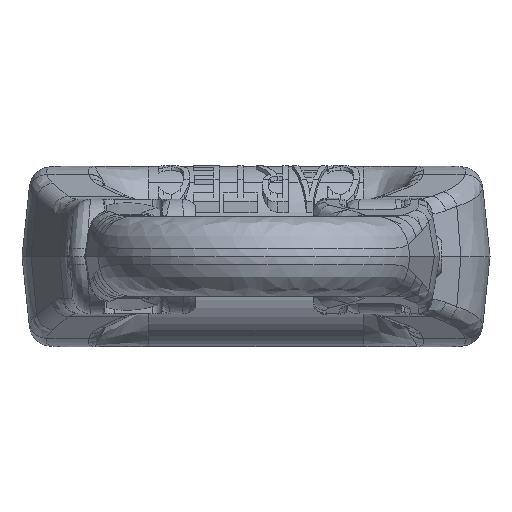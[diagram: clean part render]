
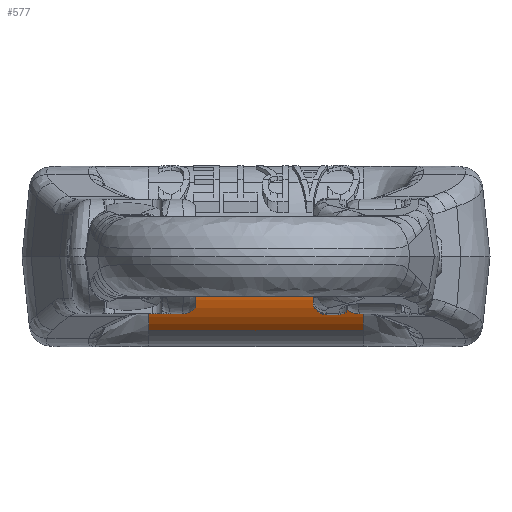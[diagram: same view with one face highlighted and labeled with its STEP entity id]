
A CAD part, front view. The second image highlights one B-rep face of the part: STEP entity #577.
In plain terms, the highlighted cylindrical face has radius 18 mm (diameter 36 mm), a partial arc.
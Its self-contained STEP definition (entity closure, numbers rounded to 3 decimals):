
#577=ADVANCED_FACE('',(#1645),#1646,.T.);
#1645=FACE_OUTER_BOUND('',#3234,.T.);
#1646=CYLINDRICAL_SURFACE('',#3235,18.);
#3234=EDGE_LOOP('',(#11439,#11440,#11441,#11442));
#3235=AXIS2_PLACEMENT_3D('',#11443,#11444,#11445);
#11439=ORIENTED_EDGE('',*,*,#15650,.F.);
#11440=ORIENTED_EDGE('',*,*,#15651,.F.);
#11441=ORIENTED_EDGE('',*,*,#15652,.F.);
#11442=ORIENTED_EDGE('',*,*,#15653,.T.);
#11443=CARTESIAN_POINT('',(-31.0,92.94,-8.));
#11444=DIRECTION('',(1.0,0.0,0.0));
#11445=DIRECTION('',(0.0,-0.669,-0.743));
#15650=EDGE_CURVE('',#17538,#17539,#17540,.T.);
#15651=EDGE_CURVE('',#17541,#17538,#17542,.T.);
#15652=EDGE_CURVE('',#17543,#17541,#17544,.T.);
#15653=EDGE_CURVE('',#17543,#17539,#17545,.T.);
#17538=VERTEX_POINT('',#20264);
#17539=VERTEX_POINT('',#20265);
#17540=LINE('',#20266,#20267);
#17541=VERTEX_POINT('',#20268);
#17542=CIRCLE('',#20269,18.);
#17543=VERTEX_POINT('',#20270);
#17544=LINE('',#20271,#20272);
#17545=CIRCLE('',#20273,18.);
#20264=CARTESIAN_POINT('',(31.0,80.896,-21.377));
#20265=CARTESIAN_POINT('',(-31.0,80.896,-21.377));
#20266=CARTESIAN_POINT('',(0.0,80.896,-21.377));
#20267=VECTOR('',#27882,1.0);
#20268=CARTESIAN_POINT('',(31.0,75.039,-9.882));
#20269=AXIS2_PLACEMENT_3D('',#27883,#27884,#27885);
#20270=CARTESIAN_POINT('',(-31.0,75.039,-9.882));
#20271=CARTESIAN_POINT('',(-31.0,75.039,-9.882));
#20272=VECTOR('',#27886,10.0);
#20273=AXIS2_PLACEMENT_3D('',#27887,#27888,#27889);
#27882=DIRECTION('',(-1.0,-0.0,-0.0));
#27883=CARTESIAN_POINT('',(31.,92.94,-8.));
#27884=DIRECTION('',(1.0,0.,0.));
#27885=DIRECTION('',(0.,0.,-1.0));
#27886=DIRECTION('',(1.0,0.0,0.0));
#27887=CARTESIAN_POINT('',(-31.,92.94,-8.));
#27888=DIRECTION('',(1.0,0.,0.));
#27889=DIRECTION('',(0.,0.,-1.0));
